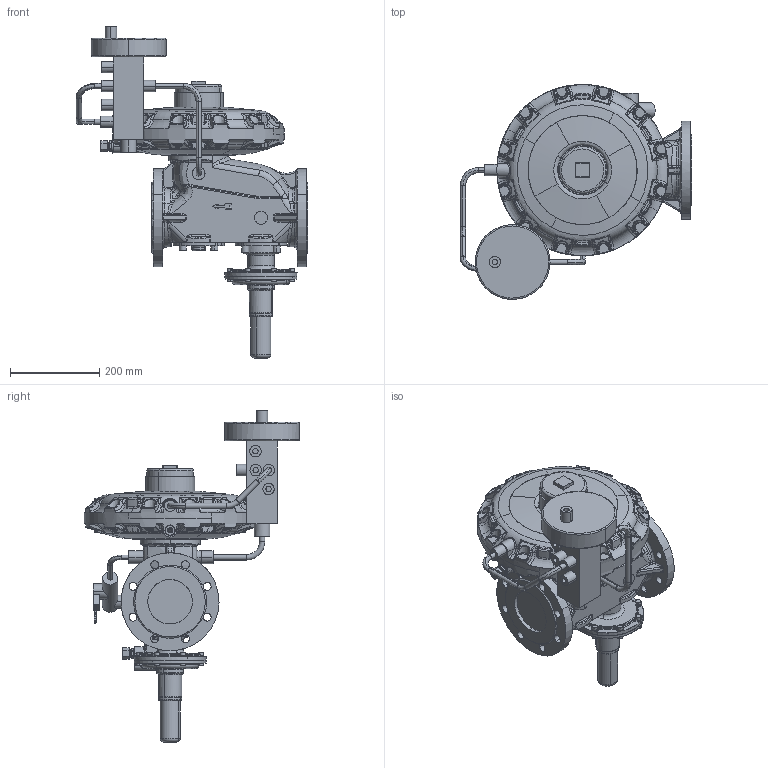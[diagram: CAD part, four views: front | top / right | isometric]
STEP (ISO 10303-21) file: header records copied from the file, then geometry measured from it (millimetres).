
FILE_DESCRIPTION(('CATIA V5 STEP Exchange'),'2;1');
FILE_NAME('RSP 254-100-390-R70-100.stp','2018-04-10T07:41:03+00:00',('none'),('none'),'CATIA Version 5 Release 19 SP 2 (IN-10)','CATIA V5 STEP AP214','none');
FILE_SCHEMA(('AUTOMOTIVE_DESIGN { 1 0 10303 214 1 1 1 1 }'));
Products named in the file (1): RSP 254-100-390-R70-100
Bounding box: 519.8 x 483.03 x 745.8 mm (x, y, z)
Volume: 21474256.9 mm3; surface area: 1013811 mm2
Topology: 1 solids, 11 shells, 2974 faces, 7420 edges, 4310 vertices
Faces by surface type: bspline 999, cylinder 749, torus 532, plane 415, cone 177, sphere 95, extrusion 4, revolution 3
Entity records: 165242 total; most frequent: CARTESIAN_POINT 108522, ORIENTED_EDGE 14408, EDGE_CURVE 7204, DIRECTION 6705, VERTEX_POINT 4310, AXIS2_PLACEMENT_3D 3849, B_SPLINE_CURVE_WITH_KNOTS 3705, EDGE_LOOP 3074
